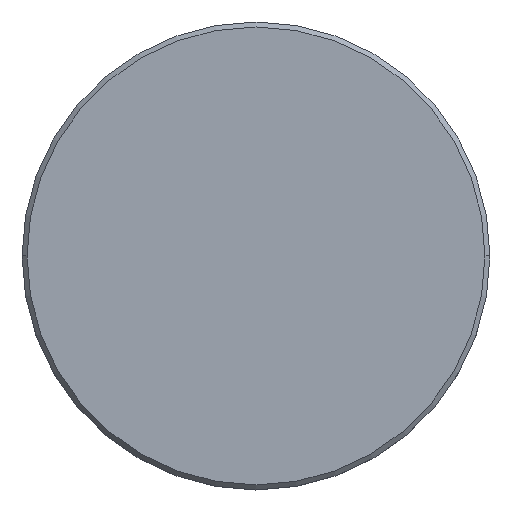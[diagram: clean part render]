
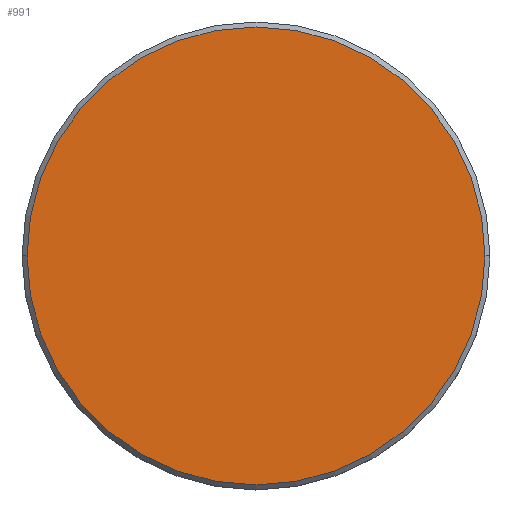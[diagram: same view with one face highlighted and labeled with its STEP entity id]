
A CAD part, top view. The second image highlights one B-rep face of the part: STEP entity #991.
In plain terms, the highlighted planar face has unit normal (0, 0, 1).
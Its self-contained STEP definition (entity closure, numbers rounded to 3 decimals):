
#16 = ORIENTED_EDGE ( 'NONE', *, *, #739, .T. ) ;
#21 = DIRECTION ( 'NONE',  ( 0., 0., 1. ) ) ;
#120 = DIRECTION ( 'NONE',  ( 1., 0., 0. ) ) ;
#172 = FACE_OUTER_BOUND ( 'NONE', #1137, .T. ) ;
#186 = DIRECTION ( 'NONE',  ( 1., 0., 0. ) ) ;
#234 = AXIS2_PLACEMENT_3D ( 'NONE', #944, #21, #120 ) ;
#272 = DIRECTION ( 'NONE',  ( 0., 0., 1. ) ) ;
#312 = AXIS2_PLACEMENT_3D ( 'NONE', #541, #1077, #376 ) ;
#376 = DIRECTION ( 'NONE',  ( 1., 0., 0. ) ) ;
#530 = CARTESIAN_POINT ( 'NONE',  ( -23., 0., 0. ) ) ;
#541 = CARTESIAN_POINT ( 'NONE',  ( 0., 0., 0. ) ) ;
#564 = ORIENTED_EDGE ( 'NONE', *, *, #954, .T. ) ;
#633 = AXIS2_PLACEMENT_3D ( 'NONE', #1181, #272, #186 ) ;
#693 = CIRCLE ( 'NONE', #234, 23. ) ;
#739 = EDGE_CURVE ( 'NONE', #881, #796, #693, .T. ) ;
#796 = VERTEX_POINT ( 'NONE', #530 ) ;
#881 = VERTEX_POINT ( 'NONE', #1159 ) ;
#907 = PLANE ( 'NONE',  #633 ) ;
#944 = CARTESIAN_POINT ( 'NONE',  ( 0., 0., 0. ) ) ;
#954 = EDGE_CURVE ( 'NONE', #796, #881, #1150, .T. ) ;
#991 = ADVANCED_FACE ( 'NONE', ( #172 ), #907, .T. ) ;
#1077 = DIRECTION ( 'NONE',  ( 0., 0., 1. ) ) ;
#1137 = EDGE_LOOP ( 'NONE', ( #564, #16 ) ) ;
#1150 = CIRCLE ( 'NONE', #312, 23. ) ;
#1159 = CARTESIAN_POINT ( 'NONE',  ( 23., 0., 0. ) ) ;
#1181 = CARTESIAN_POINT ( 'NONE',  ( 0., 0., 0. ) ) ;
